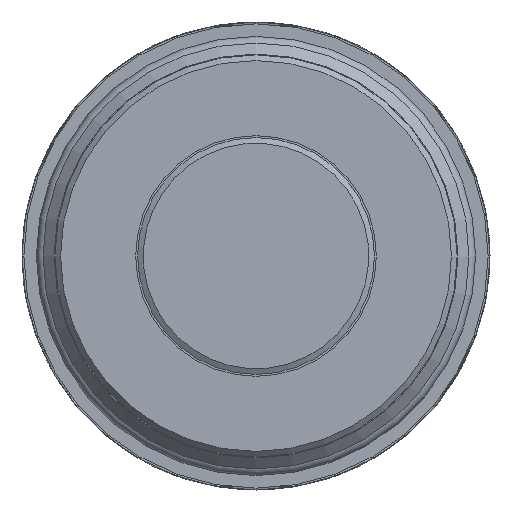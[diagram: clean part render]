
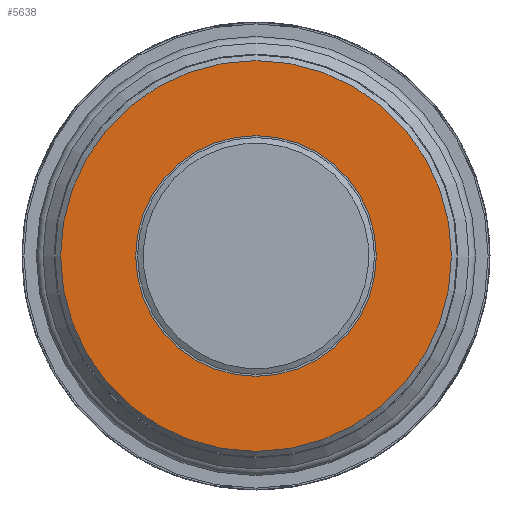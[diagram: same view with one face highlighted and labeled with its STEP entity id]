
A CAD part, left-side view. The second image highlights one B-rep face of the part: STEP entity #5638.
In plain terms, the highlighted planar face has unit normal (-1, 0, 0).
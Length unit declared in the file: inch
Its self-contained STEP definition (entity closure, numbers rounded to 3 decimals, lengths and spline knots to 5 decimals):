
#5611=CARTESIAN_POINT('',(0.,0.83325,0.0));
#5612=DIRECTION('',(-1.0,0.0,0.0));
#5613=DIRECTION('',(0.0,0.0,1.0));
#5614=AXIS2_PLACEMENT_3D('',#5611,#5612,#5613);
#5615=PLANE('',#5614);
#5616=CARTESIAN_POINT('',(0.,1.0315,0.0));
#5617=VERTEX_POINT('',#5616);
#5618=CARTESIAN_POINT('',(0.0,0.0,0.0));
#5619=DIRECTION('',(1.0,0.0,0.0));
#5620=DIRECTION('',(0.0,1.0,0.0));
#5621=AXIS2_PLACEMENT_3D('',#5618,#5619,#5620);
#5622=CIRCLE('',#5621,1.0315);
#5623=EDGE_CURVE('',#5617,#5617,#5622,.T.);
#5624=ORIENTED_EDGE('',*,*,#5623,.F.);
#5625=EDGE_LOOP('',(#5624));
#5626=FACE_OUTER_BOUND('',#5625,.T.);
#5627=CARTESIAN_POINT('',(0.,0.635,0.0));
#5628=VERTEX_POINT('',#5627);
#5629=CARTESIAN_POINT('',(0.,0.0,0.0));
#5630=DIRECTION('',(1.0,0.0,0.0));
#5631=DIRECTION('',(0.0,1.0,0.0));
#5632=AXIS2_PLACEMENT_3D('',#5629,#5630,#5631);
#5633=CIRCLE('',#5632,0.635);
#5634=EDGE_CURVE('',#5628,#5628,#5633,.T.);
#5635=ORIENTED_EDGE('',*,*,#5634,.T.);
#5636=EDGE_LOOP('',(#5635));
#5637=FACE_BOUND('',#5636,.T.);
#5638=ADVANCED_FACE('',(#5626,#5637),#5615,.T.);
